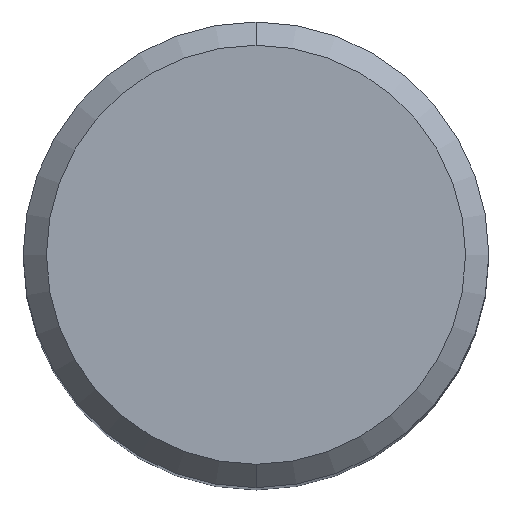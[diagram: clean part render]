
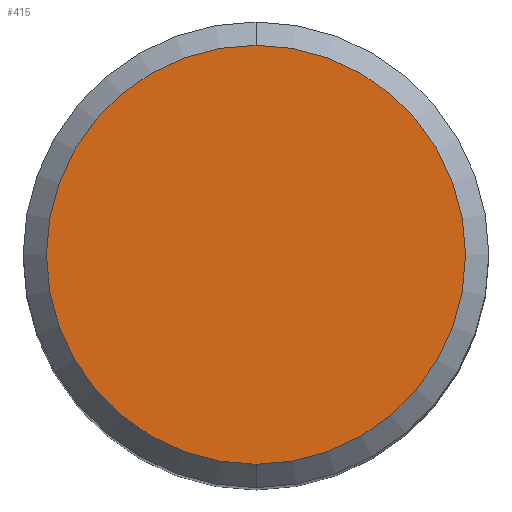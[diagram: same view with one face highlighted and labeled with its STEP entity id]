
A CAD part, top view. The second image highlights one B-rep face of the part: STEP entity #415.
In plain terms, the highlighted planar face has unit normal (0, 0, 1).
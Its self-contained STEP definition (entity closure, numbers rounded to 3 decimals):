
#241=VERTEX_POINT('',#541);
#279=EDGE_CURVE('',#283,#241,#581,.T.);
#283=VERTEX_POINT('',#585);
#297=EDGE_CURVE('',#241,#283,#600,.T.);
#415=ADVANCED_FACE('',(#733),#734,.T.);
#541=CARTESIAN_POINT('',(0.0,7.2,0.));
#581=CIRCLE('',#1010,7.2);
#585=CARTESIAN_POINT('',(0.,-7.2,0.));
#600=CIRCLE('',#1087,7.2);
#733=FACE_OUTER_BOUND('',#1404,.T.);
#734=PLANE('',#1405);
#1010=AXIS2_PLACEMENT_3D('',#1566,#1567,#1568);
#1087=AXIS2_PLACEMENT_3D('',#1584,#1585,#1586);
#1404=EDGE_LOOP('',(#1763,#1764));
#1405=AXIS2_PLACEMENT_3D('',#1765,#1766,#1767);
#1566=CARTESIAN_POINT('',(0.0,0.0,0.));
#1567=DIRECTION('',(0.0,0.0,-1.0));
#1568=DIRECTION('',(0.0,1.0,0.0));
#1584=CARTESIAN_POINT('',(0.0,0.0,0.));
#1585=DIRECTION('',(0.0,0.0,-1.0));
#1586=DIRECTION('',(0.0,1.0,0.0));
#1763=ORIENTED_EDGE('',*,*,#297,.F.);
#1764=ORIENTED_EDGE('',*,*,#279,.F.);
#1765=CARTESIAN_POINT('',(0.0,3.6,0.));
#1766=DIRECTION('',(-0.0,0.0,1.0));
#1767=DIRECTION('',(0.0,-1.0,0.0));
